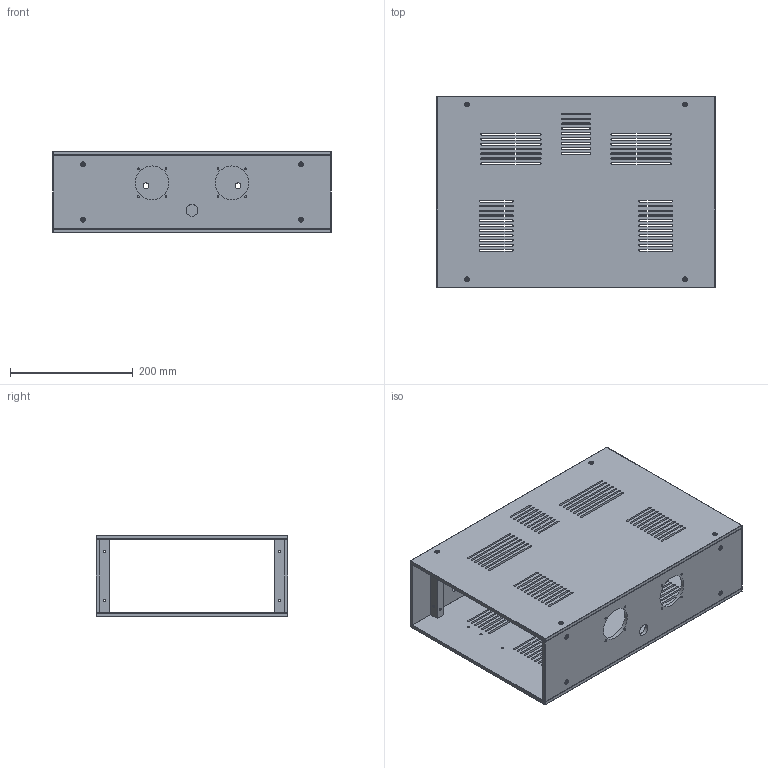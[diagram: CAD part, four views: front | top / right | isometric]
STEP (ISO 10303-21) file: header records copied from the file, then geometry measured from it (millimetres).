
FILE_DESCRIPTION(('STEP AP214'),'1');
FILE_NAME('_Amplificateur_serrurier.step','2018-10-16T11:54:37',(' '),(' '),'Spatial InterOp 3D',' ',' ');
FILE_SCHEMA(('AUTOMOTIVE_DESIGN { 1 0 10303 214 1 1 1 1 }'));
Length unit declared in the file: millimetre
Products named in the file (1): Dessus
Bounding box: 454 x 312 x 132 mm (x, y, z)
Volume: 2297641.6 mm3; surface area: 879454.9 mm2
Topology: 8 solids, 8 shells, 660 faces, 1873 edges, 1209 vertices
Faces by surface type: cylinder 356, plane 256, sphere 32, cone 16
Full cylindrical faces by diameter (mm): 2.5 x6, 3.2 x8, 3.3 x32, 3.5 x20, 4.5 x26, 8 x16, 8.5 x1, 9.5 x2, 19.2 x1, 24 x2, 55 x2
Entity records: 26228 total; most frequent: DIRECTION 3688, CARTESIAN_POINT 3564, ORIENTED_EDGE 3296, EDGE_CURVE 1648, AXIS2_PLACEMENT_3D 1388, EDGE_LOOP 1150, VERTEX_POINT 1136, LINE 912
